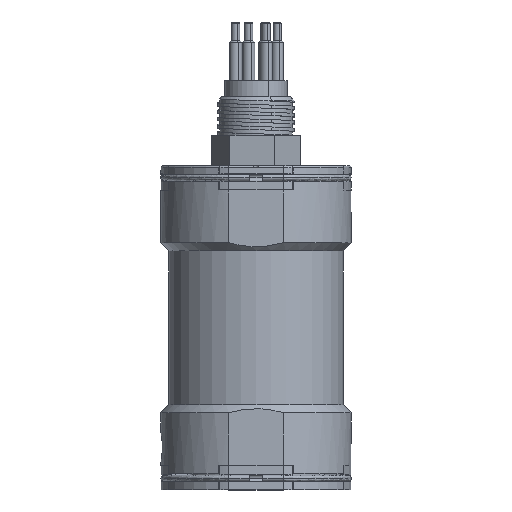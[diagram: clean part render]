
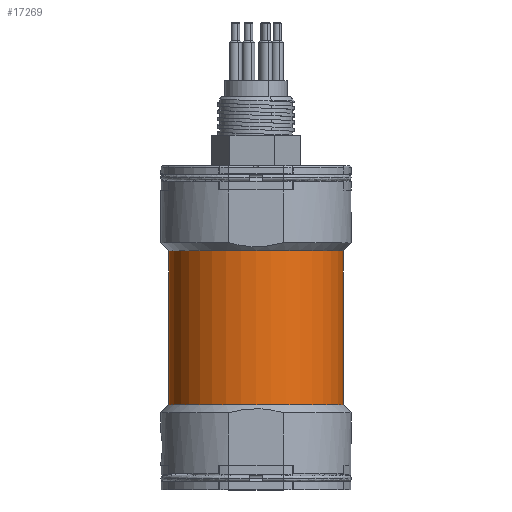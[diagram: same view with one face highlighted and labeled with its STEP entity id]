
A CAD part, top view. The second image highlights one B-rep face of the part: STEP entity #17269.
In plain terms, the highlighted cylindrical face has radius 21.5 mm (diameter 43 mm), a partial arc.
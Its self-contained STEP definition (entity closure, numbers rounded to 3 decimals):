
#1558 = EDGE_CURVE ( 'NONE', #22099, #23702, #15426, .T. ) ;
#1881 = CARTESIAN_POINT ( 'NONE',  ( 21.5, 1.25, 0. ) ) ;
#2004 = AXIS2_PLACEMENT_3D ( 'NONE', #24902, #24555, #8711 ) ;
#2088 = CARTESIAN_POINT ( 'NONE',  ( -21.5, 1.25, 0. ) ) ;
#3299 = CIRCLE ( 'NONE', #12406, 21.5 ) ;
#3490 = CARTESIAN_POINT ( 'NONE',  ( 21.5, -80.014, 0. ) ) ;
#3782 = ORIENTED_EDGE ( 'NONE', *, *, #21416, .F. ) ;
#3998 = ORIENTED_EDGE ( 'NONE', *, *, #1558, .T. ) ;
#4955 = VERTEX_POINT ( 'NONE', #1881 ) ;
#7150 = CYLINDRICAL_SURFACE ( 'NONE', #12316, 21.5 ) ;
#7412 = VECTOR ( 'NONE', #11597, 1000. ) ;
#7544 = DIRECTION ( 'NONE',  ( -1., 0., 0. ) ) ;
#7629 = DIRECTION ( 'NONE',  ( 0., -1., 0. ) ) ;
#7897 = EDGE_CURVE ( 'NONE', #4955, #22099, #21062, .T. ) ;
#8711 = DIRECTION ( 'NONE',  ( -1., 0., 0. ) ) ;
#9783 = ORIENTED_EDGE ( 'NONE', *, *, #7897, .T. ) ;
#10629 = DIRECTION ( 'NONE',  ( -1., 0., 0. ) ) ;
#11597 = DIRECTION ( 'NONE',  ( 0., -1., 0. ) ) ;
#12316 = AXIS2_PLACEMENT_3D ( 'NONE', #14634, #18678, #10629 ) ;
#12406 = AXIS2_PLACEMENT_3D ( 'NONE', #21685, #7629, #7544 ) ;
#12693 = EDGE_CURVE ( 'NONE', #15015, #23702, #3299, .T. ) ;
#12754 = LINE ( 'NONE', #3490, #7412 ) ;
#13408 = FACE_OUTER_BOUND ( 'NONE', #21704, .T. ) ;
#14634 = CARTESIAN_POINT ( 'NONE',  ( 0., -80.014, 0. ) ) ;
#15015 = VERTEX_POINT ( 'NONE', #21045 ) ;
#15426 = LINE ( 'NONE', #17007, #17644 ) ;
#17007 = CARTESIAN_POINT ( 'NONE',  ( -21.5, -80.014, 0. ) ) ;
#17269 = ADVANCED_FACE ( 'NONE', ( #13408 ), #7150, .T. ) ;
#17644 = VECTOR ( 'NONE', #20968, 1000. ) ;
#18678 = DIRECTION ( 'NONE',  ( 0., -1., 0. ) ) ;
#20968 = DIRECTION ( 'NONE',  ( 0., -1., 0. ) ) ;
#21045 = CARTESIAN_POINT ( 'NONE',  ( 21.5, -36.75, 0. ) ) ;
#21062 = CIRCLE ( 'NONE', #2004, 21.5 ) ;
#21416 = EDGE_CURVE ( 'NONE', #4955, #15015, #12754, .T. ) ;
#21685 = CARTESIAN_POINT ( 'NONE',  ( 0., -36.75, 0. ) ) ;
#21704 = EDGE_LOOP ( 'NONE', ( #3782, #9783, #3998, #25936 ) ) ;
#21871 = CARTESIAN_POINT ( 'NONE',  ( -21.5, -36.75, 0. ) ) ;
#22099 = VERTEX_POINT ( 'NONE', #2088 ) ;
#23702 = VERTEX_POINT ( 'NONE', #21871 ) ;
#24555 = DIRECTION ( 'NONE',  ( 0., -1., 0. ) ) ;
#24902 = CARTESIAN_POINT ( 'NONE',  ( 0., 1.25, 0. ) ) ;
#25936 = ORIENTED_EDGE ( 'NONE', *, *, #12693, .F. ) ;
